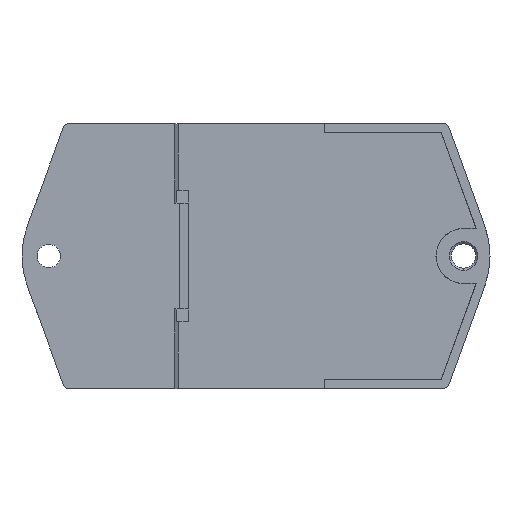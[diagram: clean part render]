
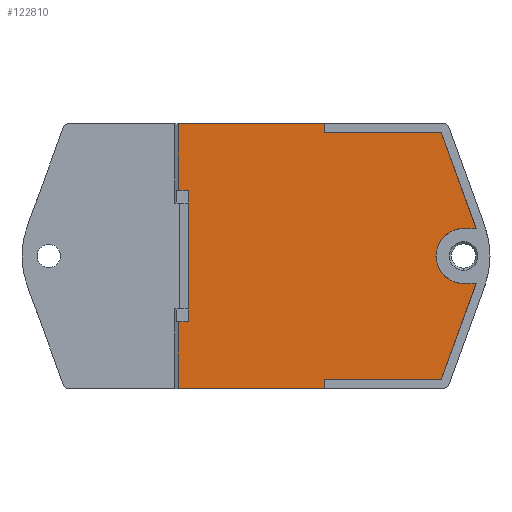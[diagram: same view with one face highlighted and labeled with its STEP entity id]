
A CAD part, top view. The second image highlights one B-rep face of the part: STEP entity #122810.
In plain terms, the highlighted face is planar.
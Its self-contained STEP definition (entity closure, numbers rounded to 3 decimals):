
#20510=CARTESIAN_POINT('',(17.6,5.,27.997));
#20520=VERTEX_POINT('',#20510);
#20570=CARTESIAN_POINT('',(17.6,5.,0.));
#20580=DIRECTION('',(0.,-0.,-1.));
#20590=VECTOR('',#20580,1.);
#20600=LINE('',#20570,#20590);
#20610=CARTESIAN_POINT('',(17.6,5.,29.997));
#20620=VERTEX_POINT('',#20610);
#20630=EDGE_CURVE('',#20620,#20520,#20600,.T.);
#117560=CARTESIAN_POINT('',(41.919,5.,27.997));
#117570=VERTEX_POINT('',#117560);
#117600=CARTESIAN_POINT('',(0.,5.,27.997));
#117610=DIRECTION('',(1.,-0.,0.));
#117620=VECTOR('',#117610,1.);
#117630=LINE('',#117600,#117620);
#117640=EDGE_CURVE('',#20520,#117570,#117630,.T.);
#118680=CARTESIAN_POINT('',(17.6,5.,-27.997));
#118690=VERTEX_POINT('',#118680);
#118740=CARTESIAN_POINT('',(0.,5.,-27.997));
#118750=DIRECTION('',(1.,0.,-0.));
#118760=VECTOR('',#118750,1.);
#118770=LINE('',#118740,#118760);
#118780=CARTESIAN_POINT('',(41.919,5.,-27.997));
#118790=VERTEX_POINT('',#118780);
#118800=EDGE_CURVE('',#118690,#118790,#118770,.T.);
#121700=CARTESIAN_POINT('',(-54.691,5.,-31.5));
#121710=DIRECTION('',(-0.,-1.,-0.));
#121720=DIRECTION('',(-1.,0.,0.));
#121730=AXIS2_PLACEMENT_3D('',#121700,#121710,#121720);
#121740=PLANE('',#121730);
#121750=CARTESIAN_POINT('',(17.6,5.,0.));
#121760=DIRECTION('',(0.,-0.,-1.));
#121770=VECTOR('',#121760,1.);
#121780=LINE('',#121750,#121770);
#121790=CARTESIAN_POINT('',(17.6,5.,-29.997));
#121800=VERTEX_POINT('',#121790);
#121810=EDGE_CURVE('',#118690,#121800,#121780,.T.);
#121820=ORIENTED_EDGE('',*,*,#121810,.F.);
#121830=CARTESIAN_POINT('',(0.,5.,-29.997));
#121840=DIRECTION('',(-1.,0.,0.));
#121850=VECTOR('',#121840,1.);
#121860=LINE('',#121830,#121850);
#121870=CARTESIAN_POINT('',(-17.6,5.,-29.997));
#121880=VERTEX_POINT('',#121870);
#121890=EDGE_CURVE('',#121800,#121880,#121860,.T.);
#121900=ORIENTED_EDGE('',*,*,#121890,.F.);
#121910=CARTESIAN_POINT('',(-17.6,5.,0.));
#121920=DIRECTION('',(0.,0.,-1.));
#121930=VECTOR('',#121920,1.);
#121940=LINE('',#121910,#121930);
#121950=CARTESIAN_POINT('',(-17.6,5.,-14.86));
#121960=VERTEX_POINT('',#121950);
#121970=EDGE_CURVE('',#121960,#121880,#121940,.T.);
#121980=ORIENTED_EDGE('',*,*,#121970,.T.);
#121990=CARTESIAN_POINT('',(0.,5.,-14.86));
#122000=DIRECTION('',(1.,0.,0.));
#122010=VECTOR('',#122000,1.);
#122020=LINE('',#121990,#122010);
#122030=CARTESIAN_POINT('',(-17.35,5.,-14.86));
#122040=VERTEX_POINT('',#122030);
#122050=EDGE_CURVE('',#121960,#122040,#122020,.T.);
#122060=ORIENTED_EDGE('',*,*,#122050,.F.);
#122070=CARTESIAN_POINT('',(-17.35,5.,0.));
#122080=DIRECTION('',(0.,0.,-1.));
#122090=VECTOR('',#122080,1.);
#122100=LINE('',#122070,#122090);
#122110=CARTESIAN_POINT('',(-17.35,5.,14.86));
#122120=VERTEX_POINT('',#122110);
#122130=EDGE_CURVE('',#122120,#122040,#122100,.T.);
#122140=ORIENTED_EDGE('',*,*,#122130,.T.);
#122150=CARTESIAN_POINT('',(0.,5.,14.86));
#122160=DIRECTION('',(-1.,0.,0.));
#122170=VECTOR('',#122160,1.);
#122180=LINE('',#122150,#122170);
#122190=CARTESIAN_POINT('',(-17.6,5.,14.86));
#122200=VERTEX_POINT('',#122190);
#122210=EDGE_CURVE('',#122120,#122200,#122180,.T.);
#122220=ORIENTED_EDGE('',*,*,#122210,.F.);
#122230=CARTESIAN_POINT('',(-17.6,5.,0.));
#122240=DIRECTION('',(0.,0.,-1.));
#122250=VECTOR('',#122240,1.);
#122260=LINE('',#122230,#122250);
#122270=CARTESIAN_POINT('',(-17.6,5.,29.997));
#122280=VERTEX_POINT('',#122270);
#122290=EDGE_CURVE('',#122280,#122200,#122260,.T.);
#122300=ORIENTED_EDGE('',*,*,#122290,.T.);
#122310=CARTESIAN_POINT('',(0.,5.,29.997));
#122320=DIRECTION('',(-1.,0.,0.));
#122330=VECTOR('',#122320,1.);
#122340=LINE('',#122310,#122330);
#122350=EDGE_CURVE('',#20620,#122280,#122340,.T.);
#122360=ORIENTED_EDGE('',*,*,#122350,.T.);
#122370=ORIENTED_EDGE('',*,*,#20630,.F.);
#122380=ORIENTED_EDGE('',*,*,#117640,.F.);
#122390=CARTESIAN_POINT('',(52.109,5.,0.));
#122400=DIRECTION('',(0.342,-0.,-0.94));
#122410=VECTOR('',#122400,1.);
#122420=LINE('',#122390,#122410);
#122430=CARTESIAN_POINT('',(49.836,5.,6.244));
#122440=VERTEX_POINT('',#122430);
#122450=EDGE_CURVE('',#117570,#122440,#122420,.T.);
#122460=ORIENTED_EDGE('',*,*,#122450,.F.);
#122470=CARTESIAN_POINT('',(0.,5.,6.244));
#122480=DIRECTION('',(-1.,-0.,0.));
#122490=VECTOR('',#122480,1.);
#122500=LINE('',#122470,#122490);
#122510=CARTESIAN_POINT('',(47.,5.,6.244));
#122520=VERTEX_POINT('',#122510);
#122530=EDGE_CURVE('',#122440,#122520,#122500,.T.);
#122540=ORIENTED_EDGE('',*,*,#122530,.F.);
#122550=CARTESIAN_POINT('',(47.,5.,
0.));
#122560=DIRECTION('',(0.,1.,0.));
#122570=DIRECTION('',(1.,0.,0.));
#122580=AXIS2_PLACEMENT_3D('',#122550,#122560,#122570);
#122590=CIRCLE('',#122580,6.244);
#122600=CARTESIAN_POINT('',(47.,5.,-6.244));
#122610=VERTEX_POINT('',#122600);
#122620=EDGE_CURVE('',#122610,#122520,#122590,.T.);
#122630=ORIENTED_EDGE('',*,*,#122620,.T.);
#122640=CARTESIAN_POINT('',(0.,5.,-6.244));
#122650=DIRECTION('',(1.,-0.,-0.));
#122660=VECTOR('',#122650,1.);
#122670=LINE('',#122640,#122660);
#122680=CARTESIAN_POINT('',(49.836,5.,-6.244));
#122690=VERTEX_POINT('',#122680);
#122700=EDGE_CURVE('',#122610,#122690,#122670,.T.);
#122710=ORIENTED_EDGE('',*,*,#122700,.F.);
#122720=CARTESIAN_POINT('',(52.109,5.,0.));
#122730=DIRECTION('',(-0.342,-0.,-0.94));
#122740=VECTOR('',#122730,1.);
#122750=LINE('',#122720,#122740);
#122760=EDGE_CURVE('',#122690,#118790,#122750,.T.);
#122770=ORIENTED_EDGE('',*,*,#122760,.F.);
#122780=ORIENTED_EDGE('',*,*,#118800,.T.);
#122790=EDGE_LOOP('',(#122780,#122770,#122710,#122630,#122540,#122460,
#122380,#122370,#122360,#122300,#122220,#122140,#122060,#121980,#121900,
#121820));
#122800=FACE_OUTER_BOUND('',#122790,.T.);
#122810=ADVANCED_FACE('',(#122800),#121740,.T.);
